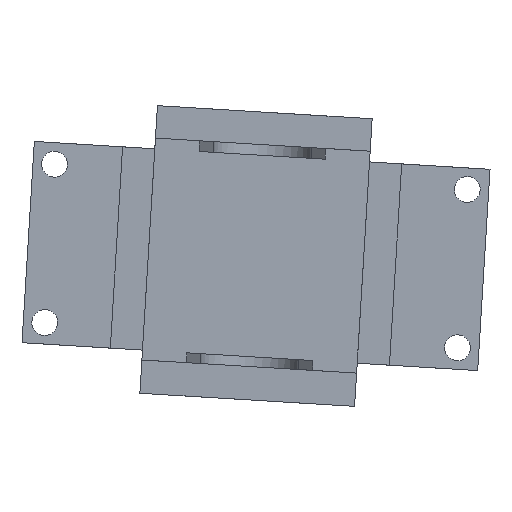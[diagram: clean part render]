
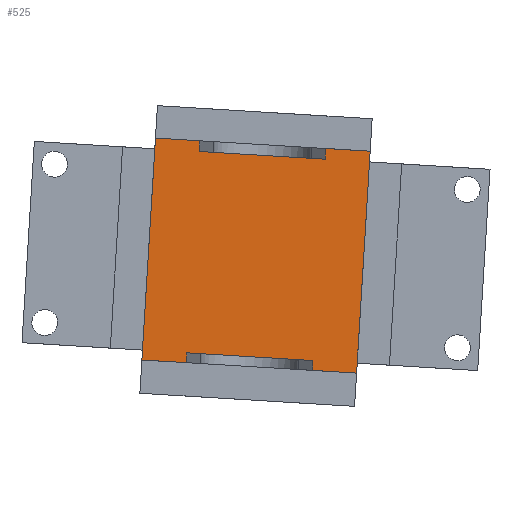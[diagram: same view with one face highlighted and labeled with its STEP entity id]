
A CAD part, left-side view. The second image highlights one B-rep face of the part: STEP entity #525.
In plain terms, the highlighted planar face has unit normal (-1, 0, 0).
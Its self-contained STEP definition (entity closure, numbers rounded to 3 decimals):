
#25 = VECTOR ( 'NONE', #795, 1000. ) ;
#74 = LINE ( 'NONE', #1307, #703 ) ;
#77 = DIRECTION ( 'NONE',  ( -1., 0., 0. ) ) ;
#82 = VERTEX_POINT ( 'NONE', #134 ) ;
#117 = EDGE_CURVE ( 'NONE', #1314, #373, #850, .T. ) ;
#134 = CARTESIAN_POINT ( 'NONE',  ( 28.209, -6.193, 4.458 ) ) ;
#140 = CARTESIAN_POINT ( 'NONE',  ( 28.209, 1.461, 4.426 ) ) ;
#158 = CARTESIAN_POINT ( 'NONE',  ( 28.209, -7.674, 28.681 ) ) ;
#248 = AXIS2_PLACEMENT_3D ( 'NONE', #883, #77, #1954 ) ;
#249 = LINE ( 'NONE', #1214, #1219 ) ;
#250 = EDGE_CURVE ( 'NONE', #530, #928, #1942, .T. ) ;
#251 = VERTEX_POINT ( 'NONE', #618 ) ;
#268 = VECTOR ( 'NONE', #2003, 1000. ) ;
#297 = ORIENTED_EDGE ( 'NONE', *, *, #2007, .T. ) ;
#299 = DIRECTION ( 'NONE',  ( 0., 0.061, -0.998 ) ) ;
#303 = LINE ( 'NONE', #1927, #1127 ) ;
#314 = EDGE_CURVE ( 'NONE', #1410, #1962, #1117, .T. ) ;
#320 = DIRECTION ( 'NONE',  ( 0., -0.061, 0.998 ) ) ;
#333 = VECTOR ( 'NONE', #933, 1000. ) ;
#373 = VERTEX_POINT ( 'NONE', #652 ) ;
#457 = VECTOR ( 'NONE', #1728, 1000. ) ;
#477 = CARTESIAN_POINT ( 'NONE',  ( 28.209, -3.533, -5.272 ) ) ;
#519 = ORIENTED_EDGE ( 'NONE', *, *, #1861, .T. ) ;
#525 = ADVANCED_FACE ( 'NONE', ( #1195 ), #1636, .T. ) ;
#530 = VERTEX_POINT ( 'NONE', #1287 ) ;
#552 = VERTEX_POINT ( 'NONE', #1645 ) ;
#583 = CARTESIAN_POINT ( 'NONE',  ( 28.209, 4.42, -5.247 ) ) ;
#618 = CARTESIAN_POINT ( 'NONE',  ( 28.209, 1.762, 4.444 ) ) ;
#634 = VECTOR ( 'NONE', #1099, 1000. ) ;
#652 = CARTESIAN_POINT ( 'NONE',  ( 28.209, -3.504, -5.732 ) ) ;
#703 = VECTOR ( 'NONE', #1924, 1000. ) ;
#707 = CARTESIAN_POINT ( 'NONE',  ( 28.209, -4.105, 4.085 ) ) ;
#732 = LINE ( 'NONE', #1264, #333 ) ;
#753 = VECTOR ( 'NONE', #2009, 1000. ) ;
#778 = CARTESIAN_POINT ( 'NONE',  ( 28.209, -2.495, -22.241 ) ) ;
#783 = EDGE_CURVE ( 'NONE', #82, #1410, #249, .T. ) ;
#795 = DIRECTION ( 'NONE',  ( 0., 0.998, 0.061 ) ) ;
#804 = CARTESIAN_POINT ( 'NONE',  ( 28.209, -4.135, 4.584 ) ) ;
#805 = CARTESIAN_POINT ( 'NONE',  ( 28.209, -14.178, 3.97 ) ) ;
#835 = VECTOR ( 'NONE', #320, 1000. ) ;
#844 = ORIENTED_EDGE ( 'NONE', *, *, #250, .T. ) ;
#850 = LINE ( 'NONE', #778, #268 ) ;
#883 = CARTESIAN_POINT ( 'NONE',  ( 28.209, 2.307, 29.291 ) ) ;
#928 = VERTEX_POINT ( 'NONE', #1153 ) ;
#933 = DIRECTION ( 'NONE',  ( 0., -0.061, 0.998 ) ) ;
#988 = CARTESIAN_POINT ( 'NONE',  ( 28.209, 3.372, -21.882 ) ) ;
#1017 = DIRECTION ( 'NONE',  ( 0., -0.061, 0.998 ) ) ;
#1021 = ORIENTED_EDGE ( 'NONE', *, *, #1285, .T. ) ;
#1092 = ORIENTED_EDGE ( 'NONE', *, *, #314, .T. ) ;
#1099 = DIRECTION ( 'NONE',  ( 0., 0.998, 0.061 ) ) ;
#1117 = LINE ( 'NONE', #1578, #1886 ) ;
#1127 = VECTOR ( 'NONE', #1630, 1000. ) ;
#1150 = CARTESIAN_POINT ( 'NONE',  ( 28.209, 2.334, -4.914 ) ) ;
#1152 = CARTESIAN_POINT ( 'NONE',  ( 28.209, 2.362, -5.373 ) ) ;
#1153 = CARTESIAN_POINT ( 'NONE',  ( 28.209, 3.789, 5.069 ) ) ;
#1174 = VERTEX_POINT ( 'NONE', #1528 ) ;
#1178 = LINE ( 'NONE', #583, #753 ) ;
#1195 = FACE_OUTER_BOUND ( 'NONE', #1478, .T. ) ;
#1214 = CARTESIAN_POINT ( 'NONE',  ( 28.209, -14.178, 3.97 ) ) ;
#1219 = VECTOR ( 'NONE', #1348, 1000. ) ;
#1241 = EDGE_CURVE ( 'NONE', #251, #1962, #1471, .T. ) ;
#1264 = CARTESIAN_POINT ( 'NONE',  ( 28.209, 3.372, -21.882 ) ) ;
#1271 = ORIENTED_EDGE ( 'NONE', *, *, #1805, .F. ) ;
#1285 = EDGE_CURVE ( 'NONE', #1804, #1449, #732, .T. ) ;
#1287 = CARTESIAN_POINT ( 'NONE',  ( 28.209, 1.731, 4.943 ) ) ;
#1300 = LINE ( 'NONE', #1423, #25 ) ;
#1307 = CARTESIAN_POINT ( 'NONE',  ( 28.209, -3.232, -5.254 ) ) ;
#1314 = VERTEX_POINT ( 'NONE', #477 ) ;
#1335 = ORIENTED_EDGE ( 'NONE', *, *, #1643, .T. ) ;
#1348 = DIRECTION ( 'NONE',  ( 0., 0.998, 0.061 ) ) ;
#1397 = LINE ( 'NONE', #158, #835 ) ;
#1403 = EDGE_CURVE ( 'NONE', #1804, #1174, #1300, .T. ) ;
#1410 = VERTEX_POINT ( 'NONE', #804 ) ;
#1423 = CARTESIAN_POINT ( 'NONE',  ( 28.209, -13.547, -6.346 ) ) ;
#1448 = EDGE_CURVE ( 'NONE', #1449, #1314, #74, .T. ) ;
#1449 = VERTEX_POINT ( 'NONE', #1150 ) ;
#1466 = VECTOR ( 'NONE', #1017, 1000. ) ;
#1471 = LINE ( 'NONE', #140, #457 ) ;
#1478 = EDGE_LOOP ( 'NONE', ( #1918, #519, #844, #297, #1523, #1021, #1915, #1934, #1271, #1335, #1698, #1092 ) ) ;
#1523 = ORIENTED_EDGE ( 'NONE', *, *, #1403, .F. ) ;
#1528 = CARTESIAN_POINT ( 'NONE',  ( 28.209, 4.42, -5.247 ) ) ;
#1564 = LINE ( 'NONE', #988, #1466 ) ;
#1578 = CARTESIAN_POINT ( 'NONE',  ( 28.209, -2.495, -22.241 ) ) ;
#1630 = DIRECTION ( 'NONE',  ( 0., 0.998, 0.061 ) ) ;
#1636 = PLANE ( 'NONE',  #248 ) ;
#1643 = EDGE_CURVE ( 'NONE', #552, #82, #1397, .T. ) ;
#1645 = CARTESIAN_POINT ( 'NONE',  ( 28.209, -5.562, -5.858 ) ) ;
#1698 = ORIENTED_EDGE ( 'NONE', *, *, #783, .T. ) ;
#1728 = DIRECTION ( 'NONE',  ( 0., -0.998, -0.061 ) ) ;
#1804 = VERTEX_POINT ( 'NONE', #1152 ) ;
#1805 = EDGE_CURVE ( 'NONE', #552, #373, #303, .T. ) ;
#1861 = EDGE_CURVE ( 'NONE', #251, #530, #1564, .T. ) ;
#1886 = VECTOR ( 'NONE', #299, 1000. ) ;
#1915 = ORIENTED_EDGE ( 'NONE', *, *, #1448, .T. ) ;
#1918 = ORIENTED_EDGE ( 'NONE', *, *, #1241, .F. ) ;
#1924 = DIRECTION ( 'NONE',  ( 0., -0.998, -0.061 ) ) ;
#1927 = CARTESIAN_POINT ( 'NONE',  ( 28.209, -13.547, -6.346 ) ) ;
#1934 = ORIENTED_EDGE ( 'NONE', *, *, #117, .T. ) ;
#1942 = LINE ( 'NONE', #805, #634 ) ;
#1954 = DIRECTION ( 'NONE',  ( 0., 0., 1. ) ) ;
#1962 = VERTEX_POINT ( 'NONE', #707 ) ;
#2003 = DIRECTION ( 'NONE',  ( 0., 0.061, -0.998 ) ) ;
#2007 = EDGE_CURVE ( 'NONE', #928, #1174, #1178, .T. ) ;
#2009 = DIRECTION ( 'NONE',  ( 0., 0.061, -0.998 ) ) ;
